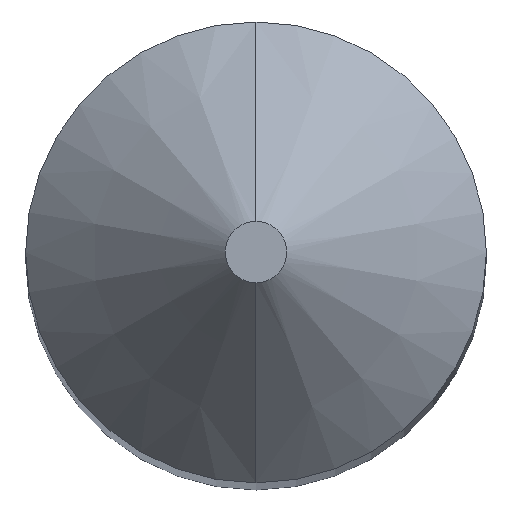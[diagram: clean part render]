
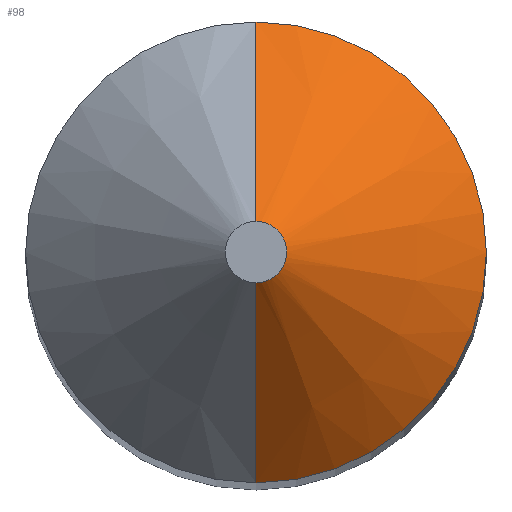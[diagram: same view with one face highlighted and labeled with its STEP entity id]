
A CAD part, top view. The second image highlights one B-rep face of the part: STEP entity #98.
In plain terms, the highlighted conical face has half-angle 45 degrees and reference radius 0.85 mm.
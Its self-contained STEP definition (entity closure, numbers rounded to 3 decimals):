
#98=ADVANCED_FACE('',(#190),#191,.T.);
#190=FACE_OUTER_BOUND('',#306,.T.);
#191=CONICAL_SURFACE('',#307,0.85,0.785);
#306=EDGE_LOOP('',(#394,#395,#396,#397));
#307=AXIS2_PLACEMENT_3D('',#398,#399,#400);
#394=ORIENTED_EDGE('',*,*,#557,.F.);
#395=ORIENTED_EDGE('',*,*,#558,.T.);
#396=ORIENTED_EDGE('',*,*,#559,.F.);
#397=ORIENTED_EDGE('',*,*,#554,.F.);
#398=CARTESIAN_POINT('',(0.,0.0,27.35));
#399=DIRECTION('',(0.,-0.0,-1.0));
#400=DIRECTION('',(0.0,1.0,0.0));
#554=EDGE_CURVE('',#627,#629,#630,.T.);
#557=EDGE_CURVE('',#633,#627,#634,.T.);
#558=EDGE_CURVE('',#633,#635,#636,.T.);
#559=EDGE_CURVE('',#629,#635,#637,.T.);
#627=VERTEX_POINT('',#703);
#629=VERTEX_POINT('',#706);
#630=CIRCLE('',#707,1.5);
#633=VERTEX_POINT('',#711);
#634=LINE('',#712,#713);
#635=VERTEX_POINT('',#714);
#636=CIRCLE('',#715,0.2);
#637=LINE('',#716,#717);
#703=CARTESIAN_POINT('',(0.,1.5,26.7));
#706=CARTESIAN_POINT('',(0.,-1.5,26.7));
#707=AXIS2_PLACEMENT_3D('',#785,#786,#787);
#711=CARTESIAN_POINT('',(0.,0.2,28.0));
#712=CARTESIAN_POINT('',(0.,0.85,27.35));
#713=VECTOR('',#789,1.0);
#714=CARTESIAN_POINT('',(0.,-0.2,28.0));
#715=AXIS2_PLACEMENT_3D('',#790,#791,#792);
#716=CARTESIAN_POINT('',(0.,-0.85,27.35));
#717=VECTOR('',#793,1.0);
#785=CARTESIAN_POINT('',(0.,0.0,26.7));
#786=DIRECTION('',(0.,0.0,-1.0));
#787=DIRECTION('',(0.0,1.0,0.0));
#789=DIRECTION('',(0.,0.707,-0.707));
#790=CARTESIAN_POINT('',(0.,0.0,28.0));
#791=DIRECTION('',(0.,0.0,-1.0));
#792=DIRECTION('',(0.0,1.0,0.0));
#793=DIRECTION('',(0.,0.707,0.707));
